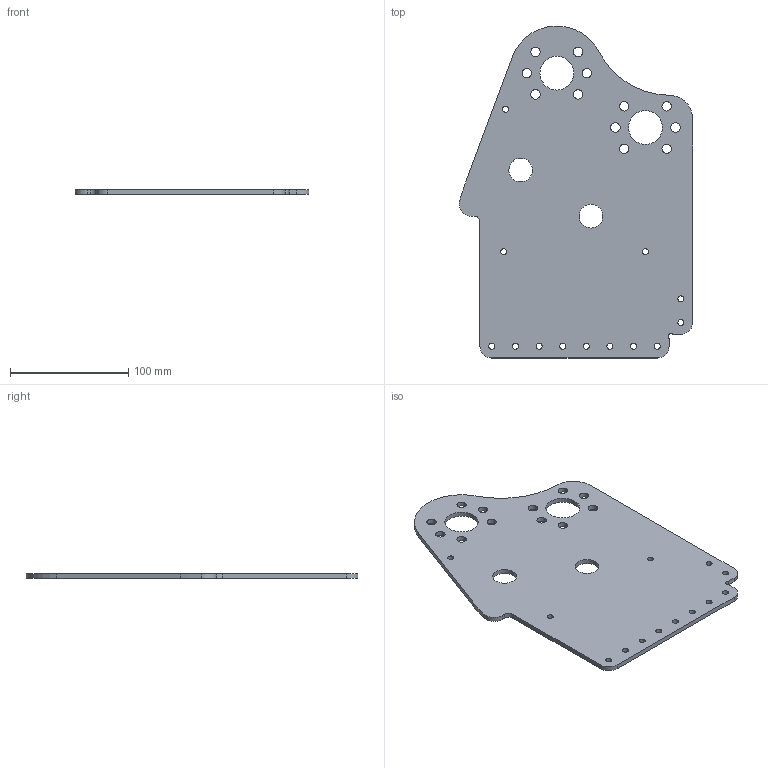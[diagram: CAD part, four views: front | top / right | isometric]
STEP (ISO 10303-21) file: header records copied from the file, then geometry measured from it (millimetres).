
FILE_DESCRIPTION (( 'STEP AP203' ), '1' );
FILE_NAME ('Other Protective Plate.STEP', '2024-02-07T16:40:11', ( '' ), ( '' ), 'SwSTEP 2.0', 'SolidWorks 2023', '' );
FILE_SCHEMA (( 'CONFIG_CONTROL_DESIGN' ));
Length unit declared in the file: millimetre
Products named in the file (1): Other Protective Plate
Bounding box: 197.49 x 280.96 x 4 mm (x, y, z)
Volume: 166635 mm3; surface area: 89935.6 mm2
Topology: 1 solids, 1 shells, 78 faces, 228 edges, 152 vertices
Faces by surface type: cylinder 69, plane 9
Entity records: 2863 total; most frequent: DIRECTION 524, CARTESIAN_POINT 459, ORIENTED_EDGE 456, EDGE_CURVE 228, AXIS2_PLACEMENT_3D 217, VERTEX_POINT 152, CIRCLE 138, EDGE_LOOP 136
